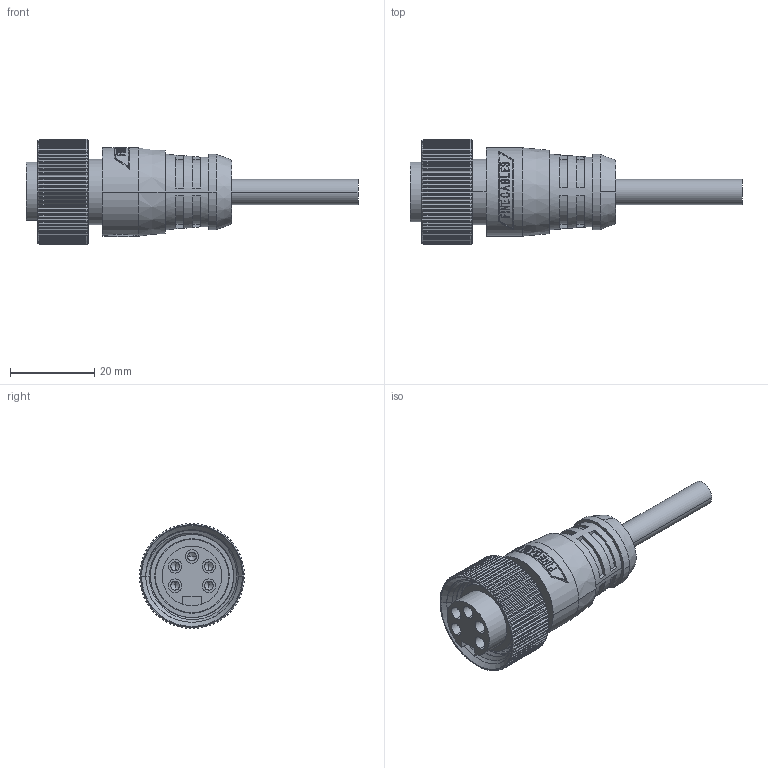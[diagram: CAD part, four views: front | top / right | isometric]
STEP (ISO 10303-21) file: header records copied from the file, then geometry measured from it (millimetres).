
FILE_DESCRIPTION (( 'STEP AP203' ), '1' );
FILE_NAME ('P330.STEP', '2020-04-15T05:47:26', ( 'edpusr' ), ( 'Microsoft' ), 'SwSTEP 2.0', 'SolidWorks 2015', '' );
FILE_SCHEMA (( 'CONFIG_CONTROL_DESIGN' ));
Length unit declared in the file: millimetre
Products named in the file (1): P330
Bounding box: 78.9 x 24.99 x 24.99 mm (x, y, z)
Volume: 14413.2 mm3; surface area: 8780.7 mm2
Topology: 1 solids, 1 shells, 630 faces, 1746 edges, 1151 vertices
Faces by surface type: plane 255, bspline 209, cylinder 141, cone 25
Entity records: 35857 total; most frequent: CARTESIAN_POINT 21564, ORIENTED_EDGE 3472, DIRECTION 2139, EDGE_CURVE 1736, VERTEX_POINT 1151, B_SPLINE_CURVE_WITH_KNOTS 744, AXIS2_PLACEMENT_3D 739, EDGE_LOOP 673
